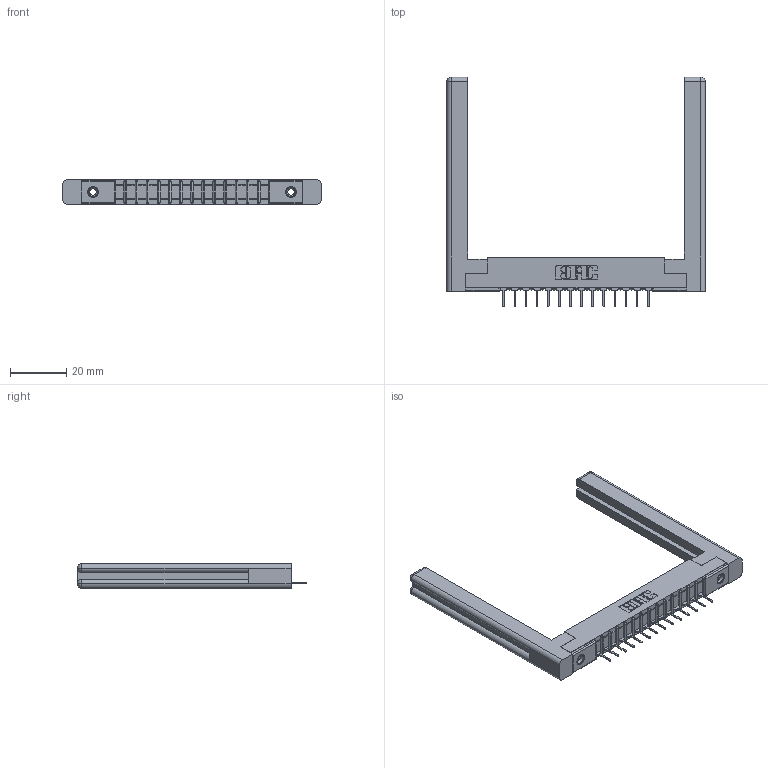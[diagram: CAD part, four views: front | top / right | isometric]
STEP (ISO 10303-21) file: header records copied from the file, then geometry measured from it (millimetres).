
FILE_DESCRIPTION (( 'STEP AP203' ), '1' );
FILE_NAME ('357-014-531-158.STEP', '2019-09-13T20:39:11', ( '' ), ( '' ), 'SwSTEP 2.0', 'SolidWorks 2016', '' );
FILE_SCHEMA (( 'CONFIG_CONTROL_DESIGN' ));
Length unit declared in the file: inch
Products named in the file (5): 345-250-001_345-250-001-102; 307-290-001_531; 357-014-531-158; 307 Part_.156 Dia Mounting Holes; 307-220-058
Assembly tree (19 placements, depth 2):
  357-014-531-158
    307 Part_.156 Dia Mounting Holes
    307-290-001_531  x14
    307-220-058  x2
    345-250-001_345-250-001-102  x2
Bounding box: 92.1 x 81.74 x 8.71 mm (x, y, z)
Volume: 13526.7 mm3; surface area: 13897.2 mm2
Topology: 19 solids, 19 shells, 1059 faces, 2945 edges, 1890 vertices
Faces by surface type: plane 672, cylinder 333, sphere 30, torus 12, cone 12
Entity records: 18055 total; most frequent: CARTESIAN_POINT 3039, ORIENTED_EDGE 2964, DIRECTION 2932, EDGE_CURVE 1482, LINE 1122, VECTOR 1122, VERTEX_POINT 958, AXIS2_PLACEMENT_3D 905
